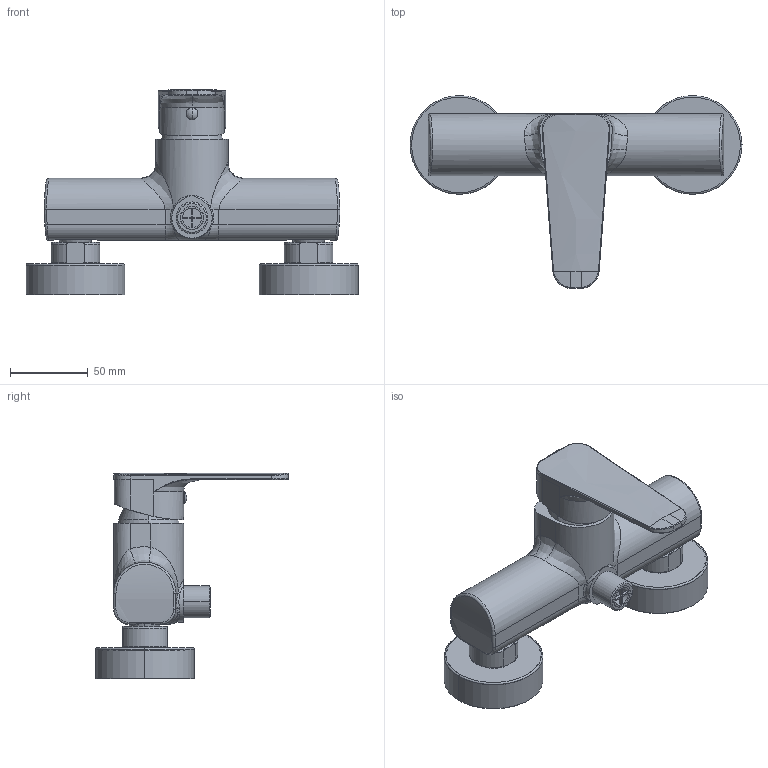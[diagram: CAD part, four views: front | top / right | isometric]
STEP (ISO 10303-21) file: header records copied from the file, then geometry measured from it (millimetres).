
FILE_DESCRIPTION((''),'2;1');
FILE_NAME('SY168CR','2021-11-09T09:34:02',('ut3'),('PAFFONI SpA'),'CREO PARAMETRIC BY PTC INC, 2020044','CREO PARAMETRIC BY PTC INC, 2020044','');
FILE_SCHEMA(('CONFIG_CONTROL_DESIGN','SHAPE_APPEARANCE_LAYERS_GROUPS'));
Length unit declared in the file: millimetre
Products named in the file (1): SY168CR
Bounding box: 213.5 x 124.25 x 132.3 mm (x, y, z)
Volume: 191326.3 mm3; surface area: 139685 mm2
Topology: 1 solids, 1 shells, 1422 faces, 3796 edges, 2406 vertices
Faces by surface type: plane 734, cylinder 394, torus 127, bspline 81, cone 74, sphere 10, extrusion 2
Entity records: 65347 total; most frequent: CARTESIAN_POINT 20316, ORIENTED_EDGE 7564, DIRECTION 7029, EDGE_CURVE 3782, AXIS2_PLACEMENT_3D 2534, VERTEX_POINT 2406, VECTOR 1961, LINE 1959
